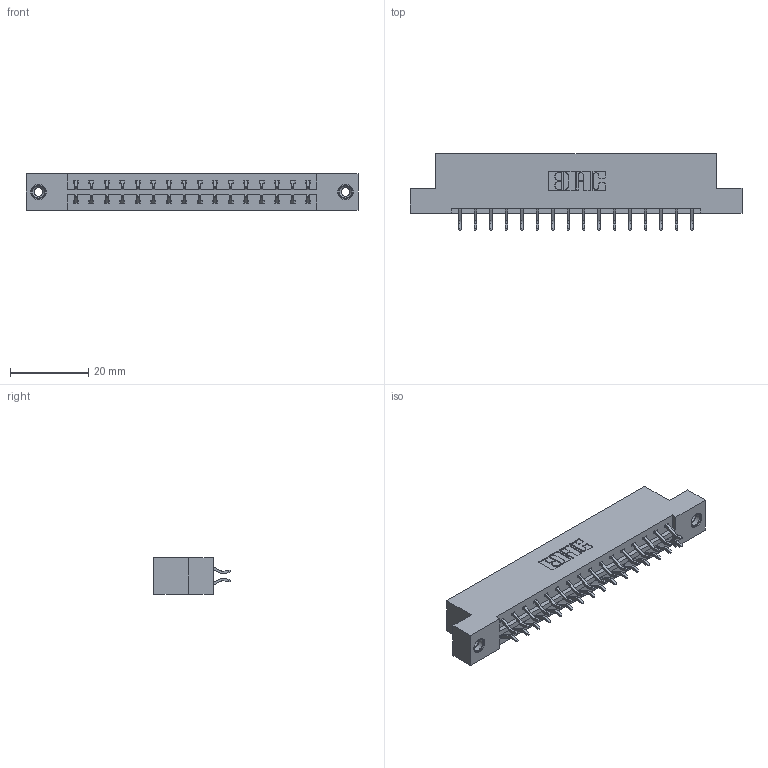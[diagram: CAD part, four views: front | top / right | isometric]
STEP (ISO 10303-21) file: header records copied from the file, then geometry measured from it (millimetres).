
FILE_DESCRIPTION (( 'STEP AP203' ), '1' );
FILE_NAME ('333-032-556-208.STEP', '2018-08-02T20:35:51', ( '' ), ( '' ), 'SwSTEP 2.0', 'SolidWorks 2016', '' );
FILE_SCHEMA (( 'CONFIG_CONTROL_DESIGN' ));
Length unit declared in the file: inch
Products named in the file (4): 345-292-001_556 Tail; 345-250-001_345-250-003-102; 333-032-556-208; 333 Part_Flush - .156 Dia - TI
Assembly tree (35 placements, depth 2):
  333-032-556-208
    333 Part_Flush - .156 Dia - TI
    345-292-001_556 Tail  x32
    345-250-001_345-250-003-102  x2
Bounding box: 84.94 x 19.57 x 9.4 mm (x, y, z)
Volume: 8420.7 mm3; surface area: 9666.2 mm2
Topology: 35 solids, 35 shells, 2030 faces, 5983 edges, 3938 vertices
Faces by surface type: plane 1382, cylinder 632, cone 12, torus 4
Entity records: 15062 total; most frequent: CARTESIAN_POINT 2525, ORIENTED_EDGE 2442, DIRECTION 2223, EDGE_CURVE 1221, VECTOR 1065, LINE 1065, VERTEX_POINT 808, AXIS2_PLACEMENT_3D 579
